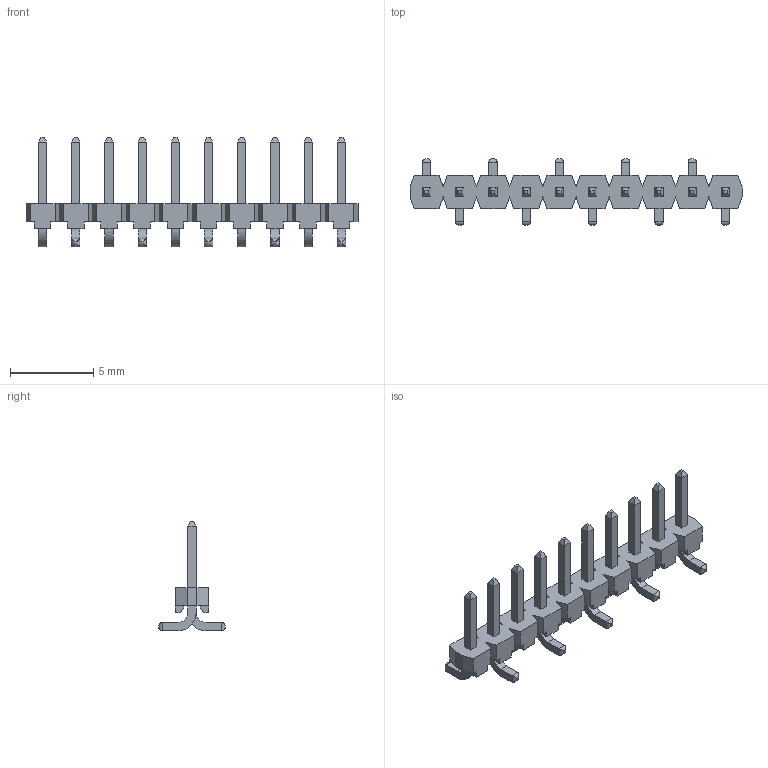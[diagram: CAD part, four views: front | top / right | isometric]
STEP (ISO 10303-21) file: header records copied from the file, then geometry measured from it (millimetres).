
FILE_DESCRIPTION(/* description */ (''),/* implementation_level */ '2;1');
FILE_NAME(/* name */ '951110-2530-AR',/* time_stamp */ '2007-03-15T12:27:25+01:00',/* author */ (''),/* organization */ (''),/* preprocessor_version */ 'ST-DEVELOPER v9',/* originating_system */ 'UGS - NX 4.0',/* authorisation */ '');
FILE_SCHEMA (('AUTOMOTIVE_DESIGN { 1 0 10303 214 1 1 1 1 }'));
Length unit declared in the file: millimetre
Products named in the file (1): 951110-2530-AR
Bounding box: 20 x 4 x 6.6 mm (x, y, z)
Volume: 60.3 mm3; surface area: 291.6 mm2
Topology: 1 solids, 1 shells, 364 faces, 946 edges, 604 vertices
Faces by surface type: plane 304, cylinder 60
Entity records: 10894 total; most frequent: CARTESIAN_POINT 1915, ORIENTED_EDGE 1892, DIRECTION 1756, EDGE_CURVE 946, LINE 866, VECTOR 866, VERTEX_POINT 604, AXIS2_PLACEMENT_3D 445
